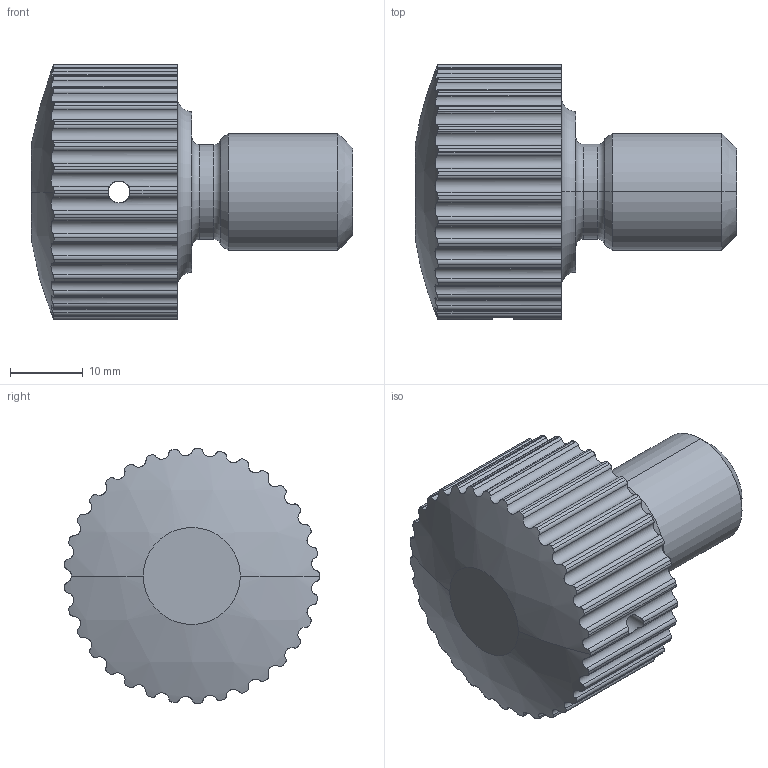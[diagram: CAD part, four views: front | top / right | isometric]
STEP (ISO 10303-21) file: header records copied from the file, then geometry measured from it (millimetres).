
FILE_DESCRIPTION(('FreeCAD Model'),'2;1');
FILE_NAME('Open CASCADE Shape Model','2025-11-27T18:45:47',(''),(''), 'Open CASCADE STEP processor 7.8','FreeCAD','Unknown');
FILE_SCHEMA(('AUTOMOTIVE_DESIGN { 1 0 10303 214 1 1 1 1 }'));
Length unit declared in the file: millimetre
Products named in the file (1): korek II
Bounding box: 44 x 34.94 x 34.98 mm (x, y, z)
Volume: 20751.3 mm3; surface area: 6237.5 mm2
Topology: 1 solids, 1 shells, 193 faces, 561 edges, 369 vertices
Faces by surface type: cylinder 175, cone 6, torus 6, plane 4, sphere 2
Entity records: 7201 total; most frequent: CARTESIAN_POINT 2165, ORIENTED_EDGE 1118, DIRECTION 1021, EDGE_CURVE 559, AXIS2_PLACEMENT_3D 419, VERTEX_POINT 369, CIRCLE 225, FACE_BOUND 198
